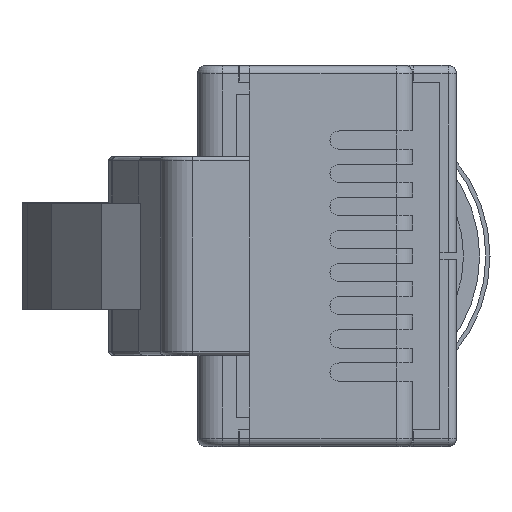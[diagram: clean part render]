
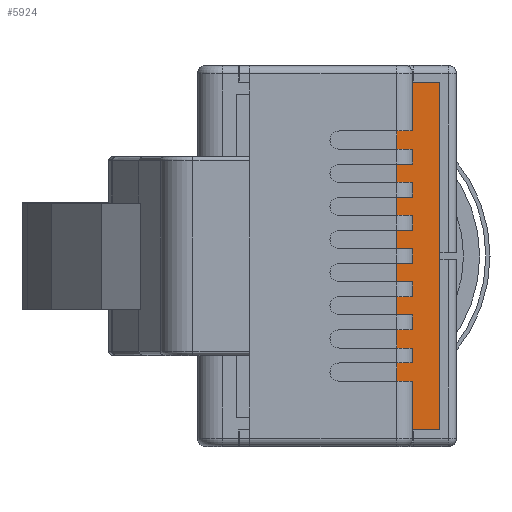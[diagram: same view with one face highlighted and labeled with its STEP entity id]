
A CAD part, left-side view. The second image highlights one B-rep face of the part: STEP entity #5924.
In plain terms, the highlighted face is planar.
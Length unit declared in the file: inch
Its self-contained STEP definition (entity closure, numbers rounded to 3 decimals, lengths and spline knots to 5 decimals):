
#398 = LINE ( 'NONE', #1137, #7338 ) ;
#602 = EDGE_CURVE ( 'NONE', #5169, #4477, #7570, .T. ) ;
#1137 = CARTESIAN_POINT ( 'NONE',  ( -0.107, -0.16224, 0.20992 ) ) ;
#1174 = DIRECTION ( 'NONE',  ( 0., 0., 1. ) ) ;
#1232 = ORIENTED_EDGE ( 'NONE', *, *, #602, .F. ) ;
#1240 = CARTESIAN_POINT ( 'NONE',  ( -0.107, -0.16224, 0.20992 ) ) ;
#1248 = CARTESIAN_POINT ( 'NONE',  ( -0.107, -0.16224, 0.20992 ) ) ;
#1309 = EDGE_CURVE ( 'NONE', #6552, #6795, #6534, .T. ) ;
#1491 = VECTOR ( 'NONE', #3003, 39.37008 ) ;
#1833 = ORIENTED_EDGE ( 'NONE', *, *, #1309, .T. ) ;
#3003 = DIRECTION ( 'NONE',  ( 0., 1., 0. ) ) ;
#3170 = CARTESIAN_POINT ( 'NONE',  ( -0.107, -0.11024, 0.20992 ) ) ;
#3564 = EDGE_CURVE ( 'NONE', #5169, #6552, #7754, .T. ) ;
#3628 = VECTOR ( 'NONE', #1174, 39.37008 ) ;
#4123 = CARTESIAN_POINT ( 'NONE',  ( -0.107, -0.11024, 0.20992 ) ) ;
#4389 = EDGE_CURVE ( 'NONE', #4477, #6795, #398, .T. ) ;
#4477 = VERTEX_POINT ( 'NONE', #5833 ) ;
#4646 = CARTESIAN_POINT ( 'NONE',  ( -0.107, -0.11024, -0.20992 ) ) ;
#5169 = VERTEX_POINT ( 'NONE', #7235 ) ;
#5248 = ORIENTED_EDGE ( 'NONE', *, *, #3564, .T. ) ;
#5833 = CARTESIAN_POINT ( 'NONE',  ( -0.107, -0.16224, 0.20992 ) ) ;
#5924 = ADVANCED_FACE ( 'NONE', ( #7128 ), #6935, .F. ) ;
#6067 = AXIS2_PLACEMENT_3D ( 'NONE', #1240, #6313, #6073 ) ;
#6073 = DIRECTION ( 'NONE',  ( 0., 0., 1. ) ) ;
#6172 = CARTESIAN_POINT ( 'NONE',  ( -0.107, -0.16224, -0.20992 ) ) ;
#6313 = DIRECTION ( 'NONE',  ( -1., 0., 0. ) ) ;
#6534 = LINE ( 'NONE', #3170, #3628 ) ;
#6552 = VERTEX_POINT ( 'NONE', #4646 ) ;
#6795 = VERTEX_POINT ( 'NONE', #4123 ) ;
#6868 = DIRECTION ( 'NONE',  ( 0., 1., 0. ) ) ;
#6935 = PLANE ( 'NONE',  #6067 ) ;
#6973 = DIRECTION ( 'NONE',  ( 0., 0., 1. ) ) ;
#7128 = FACE_OUTER_BOUND ( 'NONE', #7741, .T. ) ;
#7205 = VECTOR ( 'NONE', #6973, 39.37008 ) ;
#7235 = CARTESIAN_POINT ( 'NONE',  ( -0.107, -0.16224, -0.20992 ) ) ;
#7338 = VECTOR ( 'NONE', #6868, 39.37008 ) ;
#7570 = LINE ( 'NONE', #1248, #7205 ) ;
#7741 = EDGE_LOOP ( 'NONE', ( #1833, #7894, #1232, #5248 ) ) ;
#7754 = LINE ( 'NONE', #6172, #1491 ) ;
#7894 = ORIENTED_EDGE ( 'NONE', *, *, #4389, .F. ) ;
